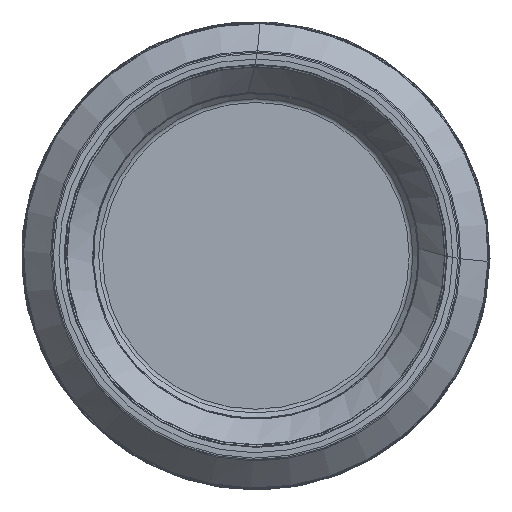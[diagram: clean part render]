
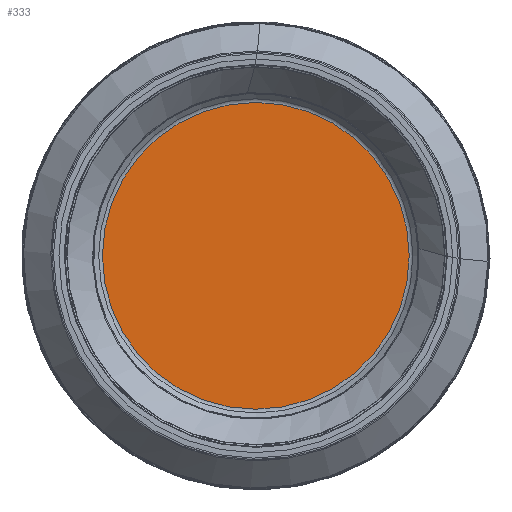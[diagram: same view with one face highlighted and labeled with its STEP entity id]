
A CAD part, left-side view. The second image highlights one B-rep face of the part: STEP entity #333.
In plain terms, the highlighted planar face has unit normal (-1, 0, 0).
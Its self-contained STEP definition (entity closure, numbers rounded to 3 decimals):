
#53=PLANE('',#1463);
#333=ADVANCED_FACE('',(#471),#53,.F.);
#471=FACE_OUTER_BOUND('',#575,.T.);
#575=EDGE_LOOP('',(#945));
#945=ORIENTED_EDGE('',*,*,#1174,.T.);
#1017=VERTEX_POINT('',#3188);
#1174=EDGE_CURVE('',#1017,#1017,#1299,.T.);
#1299=CIRCLE('',#1429,30.025);
#1429=AXIS2_PLACEMENT_3D('',#3187,#1716,#1717);
#1463=AXIS2_PLACEMENT_3D('',#3271,#1786,#1787);
#1716=DIRECTION('',(-1.,0.,0.));
#1717=DIRECTION('',(0.,0.,1.));
#1786=DIRECTION('',(1.,0.,0.));
#1787=DIRECTION('',(0.,0.,-1.));
#3187=CARTESIAN_POINT('',(8.,0.,0.));
#3188=CARTESIAN_POINT('',(8.,0.,30.025));
#3271=CARTESIAN_POINT('',(8.,13.,0.));
